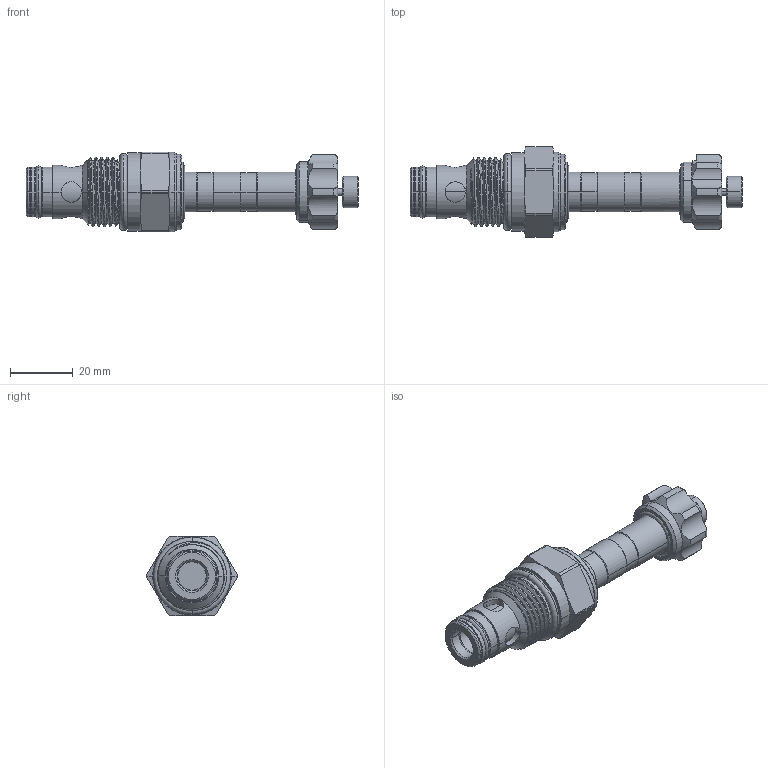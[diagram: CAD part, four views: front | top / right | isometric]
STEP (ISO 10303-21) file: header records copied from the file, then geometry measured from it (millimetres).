
FILE_DESCRIPTION (( 'STEP AP203' ), '1' );
FILE_NAME ('EP10W2A02P05.STEP', '2016-08-19T07:50:02', ( '' ), ( '' ), 'SwSTEP 2.0', 'SolidWorks 2012', '' );
FILE_SCHEMA (( 'CONFIG_CONTROL_DESIGN' ));
Length unit declared in the file: millimetre
Products named in the file (1): EP10W2A02P05
Bounding box: 105.6 x 28.8 x 25.4 mm (x, y, z)
Volume: 26105 mm3; surface area: 10460 mm2
Topology: 4 solids, 5 shells, 283 faces, 668 edges, 412 vertices
Faces by surface type: cylinder 130, plane 53, cone 50, torus 38, bspline 12
Entity records: 18118 total; most frequent: CARTESIAN_POINT 11641, DIRECTION 1383, ORIENTED_EDGE 1336, EDGE_CURVE 668, AXIS2_PLACEMENT_3D 585, VERTEX_POINT 412, CIRCLE 313, EDGE_LOOP 310
